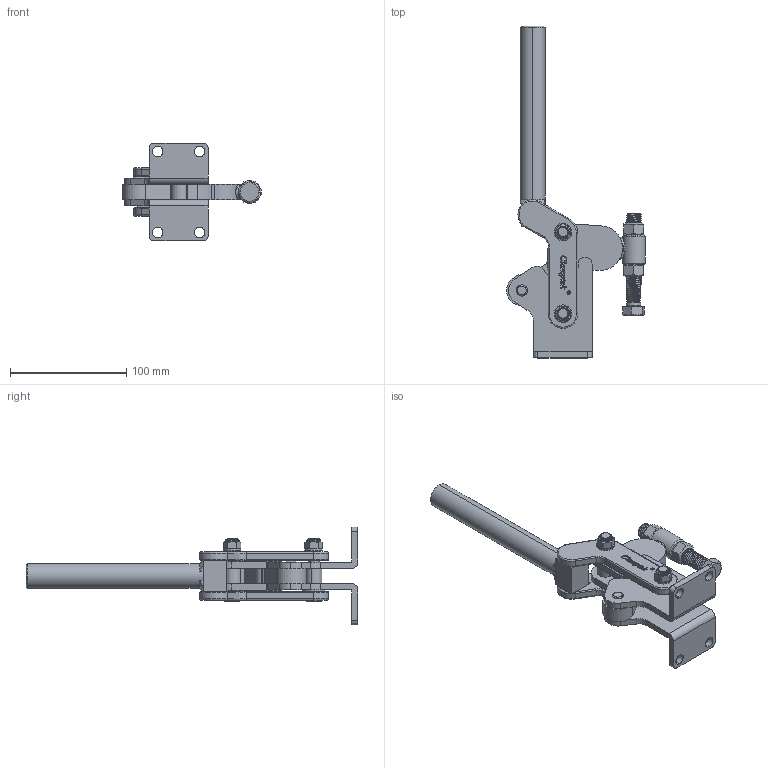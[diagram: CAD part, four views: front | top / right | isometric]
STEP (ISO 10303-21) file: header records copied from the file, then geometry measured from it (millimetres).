
FILE_DESCRIPTION (( 'STEP AP203' ), '1' );
FILE_NAME ('CH-101-KF.STEP', '2010-06-04T08:41:53', ( '微软用户' ), ( '微软中国' ), 'SwSTEP 2.0', 'SolidWorks 2008', '' );
FILE_SCHEMA (( 'CONFIG_CONTROL_DESIGN' ));
Length unit declared in the file: millimetre
Products named in the file (14): 702-D-10_默认; 702-D-03_默认; 702-D-12_默认; 101-KF-05_默认<按加工>; 702-D-07_默认; CH-101-KF; 101-KF-01_默认<按加工>; 101-K-02_默认<按加工>; 702-D-11_默认; 702-D-08_默认; 702-D-06_默认; 3-8-16 LOCK NUT_默认; CH-SA-128017 SPINDLE SUPPLIED_默认; M12 NUT_默认
Assembly tree (24 placements, depth 2):
  CH-101-KF
    702-D-12_默认  x2
    101-KF-01_默认<按加工>
    101-K-02_默认<按加工>
    702-D-03_默认  x2
    101-KF-05_默认<按加工>
    702-D-11_默认  x4
    702-D-07_默认  x2
    702-D-10_默认  x2
    702-D-06_默认  x2
    M12 NUT_默认  x2
    3-8-16 LOCK NUT_默认  x2
    702-D-08_默认  x2
    CH-SA-128017 SPINDLE SUPPLIED_默认
Bounding box: 119.14 x 285 x 84 mm (x, y, z)
Volume: 220987.1 mm3; surface area: 111966.7 mm2
Topology: 37 solids, 37 shells, 2924 faces, 8324 edges, 5515 vertices
Faces by surface type: plane 1840, cylinder 748, bspline 199, cone 110, torus 27
Entity records: 75343 total; most frequent: CARTESIAN_POINT 27423, ORIENTED_EDGE 10350, DIRECTION 8724, EDGE_CURVE 5175, VERTEX_POINT 3425, LINE 3390, VECTOR 3390, AXIS2_PLACEMENT_3D 2667
